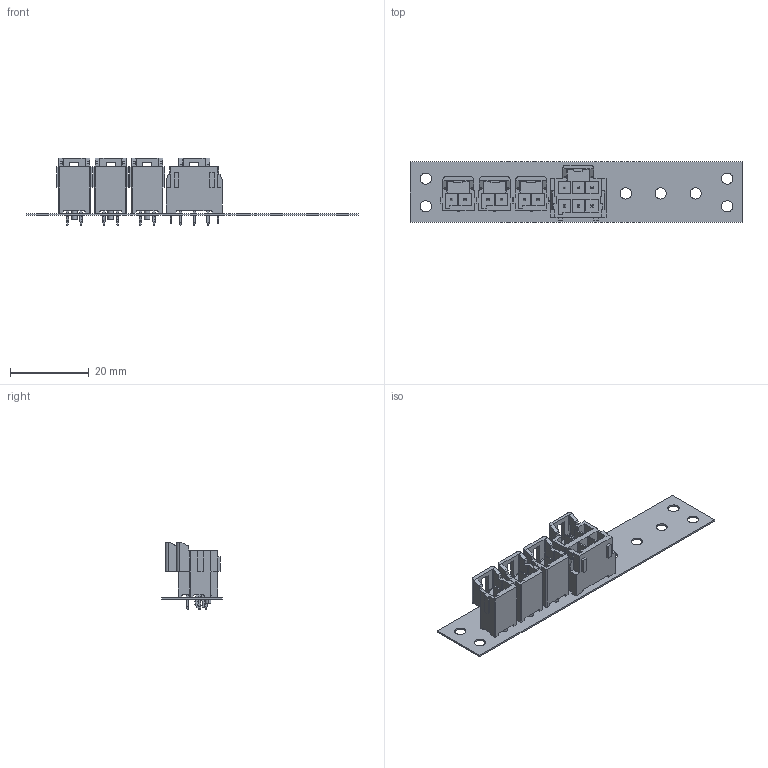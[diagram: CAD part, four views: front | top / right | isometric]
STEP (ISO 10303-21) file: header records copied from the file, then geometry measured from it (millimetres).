
FILE_DESCRIPTION(('Open CASCADE Model'),'2;1');
FILE_NAME('Open CASCADE Shape Model','2017-03-12T20:52:31',('Author'),( 'Open CASCADE'),'Open CASCADE STEP processor 6.8','Open CASCADE 6.8' ,'Unknown');
FILE_SCHEMA(('AUTOMOTIVE_DESIGN { 1 0 10303 214 1 1 1 1 }'));
Length unit declared in the file: millimetre
Products named in the file (12): PCB; Board; P4; 1722991106; Open CASCADE STEP translator 6.8 2.2.1.1; Open CASCADE STEP translator 6.8 2.2.1.2; P3; 1722861102; Open CASCADE STEP translator 6.8 2.3.1.1; Open CASCADE STEP translator 6.8 2.3.1.2; P2; P1
Assembly tree (13 placements, depth 4):
  PCB
    Board
    P4
      1722991106
        Open CASCADE STEP translator 6.8 2.2.1.1
        Open CASCADE STEP translator 6.8 2.2.1.2
    P3
      1722861102
        Open CASCADE STEP translator 6.8 2.3.1.1
        Open CASCADE STEP translator 6.8 2.3.1.2
    P2
      1722861102
        Open CASCADE STEP translator 6.8 2.3.1.1
        Open CASCADE STEP translator 6.8 2.3.1.2
    P1
      1722861102
        Open CASCADE STEP translator 6.8 2.3.1.1
        Open CASCADE STEP translator 6.8 2.3.1.2
Bounding box: 84.25 x 15.25 x 17.2 mm (x, y, z)
Volume: 2753.7 mm3; surface area: 6919.9 mm2
Topology: 5 solids, 5 shells, 925 faces, 2547 edges, 1692 vertices
Faces by surface type: plane 653, cylinder 264, sphere 8
Full cylindrical faces by diameter (mm): 1.05 x6, 1.35 x6, 1.6 x3, 2.3 x2, 2.845 x7
Entity records: 54194 total; most frequent: CARTESIAN_POINT 22062, DIRECTION 5696, LINE 3673, VECTOR 3673, ORIENTED_EDGE 3272, PCURVE 3272, DEFINITIONAL_REPRESENTATION 3272, EDGE_CURVE 1636
